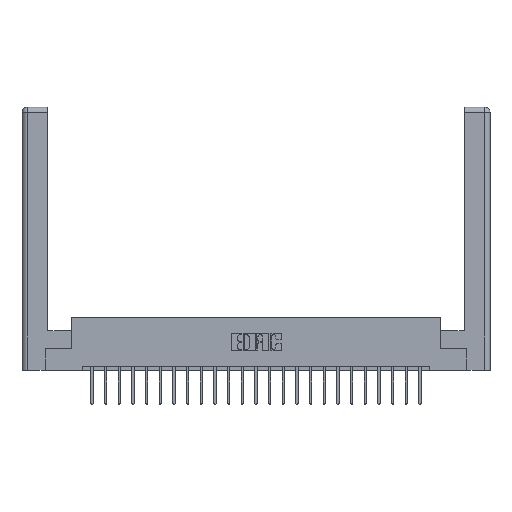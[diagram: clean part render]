
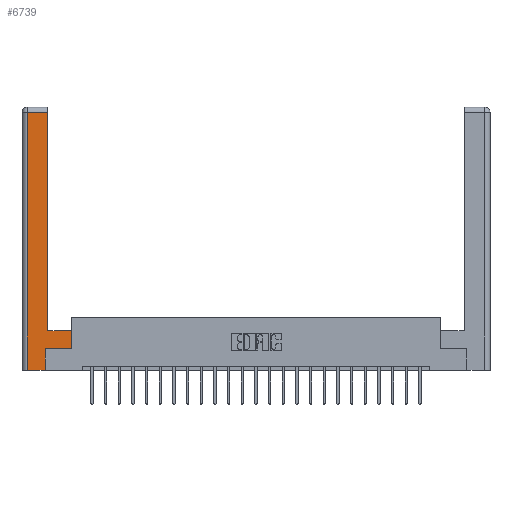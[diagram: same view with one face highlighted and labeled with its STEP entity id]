
A CAD part, top view. The second image highlights one B-rep face of the part: STEP entity #6739.
In plain terms, the highlighted planar face has unit normal (0, 0, 1).
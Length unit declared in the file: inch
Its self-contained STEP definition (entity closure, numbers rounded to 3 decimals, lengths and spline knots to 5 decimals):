
#101 = ORIENTED_EDGE ( 'NONE', *, *, #11326, .T. ) ;
#305 = ORIENTED_EDGE ( 'NONE', *, *, #13363, .T. ) ;
#447 = EDGE_CURVE ( 'NONE', #11214, #16864, #12374, .T. ) ;
#684 = LINE ( 'NONE', #9831, #10442 ) ;
#711 = LINE ( 'NONE', #9354, #22712 ) ;
#893 = EDGE_LOOP ( 'NONE', ( #14225, #22143, #12207, #101, #14315, #305, #9463, #1551 ) ) ;
#1192 = VECTOR ( 'NONE', #2652, 39.37008 ) ;
#1286 = DIRECTION ( 'NONE',  ( -1., 0., 0. ) ) ;
#1551 = ORIENTED_EDGE ( 'NONE', *, *, #10412, .T. ) ;
#1923 = VERTEX_POINT ( 'NONE', #2345 ) ;
#2046 = DIRECTION ( 'NONE',  ( 1., 0., 0. ) ) ;
#2225 = LINE ( 'NONE', #18855, #19225 ) ;
#2345 = CARTESIAN_POINT ( 'NONE',  ( 0.265, 0., 0. ) ) ;
#2652 = DIRECTION ( 'NONE',  ( 0., -1., 0. ) ) ;
#2809 = EDGE_CURVE ( 'NONE', #22097, #4378, #6048, .T. ) ;
#3527 = CARTESIAN_POINT ( 'NONE',  ( 0.0615, 0., 0. ) ) ;
#3854 = EDGE_CURVE ( 'NONE', #1923, #8602, #684, .T. ) ;
#4018 = DIRECTION ( 'NONE',  ( 0., 1., 0. ) ) ;
#4378 = VERTEX_POINT ( 'NONE', #17968 ) ;
#6048 = LINE ( 'NONE', #7950, #7246 ) ;
#6739 = ADVANCED_FACE ( 'NONE', ( #15339 ), #14354, .F. ) ;
#7208 = LINE ( 'NONE', #9025, #21563 ) ;
#7246 = VECTOR ( 'NONE', #4018, 39.37008 ) ;
#7272 = VECTOR ( 'NONE', #22701, 39.37008 ) ;
#7573 = CARTESIAN_POINT ( 'NONE',  ( 0.295, 0.45, 0. ) ) ;
#7950 = CARTESIAN_POINT ( 'NONE',  ( 0.295, 3., 0. ) ) ;
#8064 = CARTESIAN_POINT ( 'NONE',  ( 0.0615, 0., 0. ) ) ;
#8602 = VERTEX_POINT ( 'NONE', #19169 ) ;
#8766 = CARTESIAN_POINT ( 'NONE',  ( 0., 0., 0. ) ) ;
#9025 = CARTESIAN_POINT ( 'NONE',  ( 0.295, 0.45, 0. ) ) ;
#9174 = EDGE_CURVE ( 'NONE', #16860, #14037, #12298, .T. ) ;
#9354 = CARTESIAN_POINT ( 'NONE',  ( 0.565, 0.245, 0. ) ) ;
#9463 = ORIENTED_EDGE ( 'NONE', *, *, #9174, .T. ) ;
#9831 = CARTESIAN_POINT ( 'NONE',  ( 0.265, 0.245, 0. ) ) ;
#9855 = VECTOR ( 'NONE', #2046, 39.37008 ) ;
#10412 = EDGE_CURVE ( 'NONE', #14037, #22097, #7208, .T. ) ;
#10442 = VECTOR ( 'NONE', #15220, 39.37008 ) ;
#11112 = CARTESIAN_POINT ( 'NONE',  ( 0.565, 0.245, 0. ) ) ;
#11214 = VERTEX_POINT ( 'NONE', #22037 ) ;
#11326 = EDGE_CURVE ( 'NONE', #16864, #1923, #18346, .T. ) ;
#11519 = CARTESIAN_POINT ( 'NONE',  ( 0.565, 0.45, 0. ) ) ;
#11587 = CARTESIAN_POINT ( 'NONE',  ( 0.565, 0.45, 0. ) ) ;
#12207 = ORIENTED_EDGE ( 'NONE', *, *, #447, .T. ) ;
#12298 = LINE ( 'NONE', #11519, #7272 ) ;
#12374 = LINE ( 'NONE', #8064, #1192 ) ;
#12560 = DIRECTION ( 'NONE',  ( 0., 0., -1. ) ) ;
#13363 = EDGE_CURVE ( 'NONE', #8602, #16860, #711, .T. ) ;
#13971 = EDGE_CURVE ( 'NONE', #4378, #11214, #2225, .T. ) ;
#14037 = VERTEX_POINT ( 'NONE', #11587 ) ;
#14225 = ORIENTED_EDGE ( 'NONE', *, *, #2809, .T. ) ;
#14315 = ORIENTED_EDGE ( 'NONE', *, *, #3854, .T. ) ;
#14354 = PLANE ( 'NONE',  #15039 ) ;
#15039 = AXIS2_PLACEMENT_3D ( 'NONE', #8766, #12560, #1286 ) ;
#15220 = DIRECTION ( 'NONE',  ( 0., 1., 0. ) ) ;
#15339 = FACE_OUTER_BOUND ( 'NONE', #893, .T. ) ;
#16860 = VERTEX_POINT ( 'NONE', #11112 ) ;
#16864 = VERTEX_POINT ( 'NONE', #3527 ) ;
#17968 = CARTESIAN_POINT ( 'NONE',  ( 0.295, 2.94, 0. ) ) ;
#18346 = LINE ( 'NONE', #20642, #9855 ) ;
#18855 = CARTESIAN_POINT ( 'NONE',  ( 0.0615, 2.94, 0. ) ) ;
#19169 = CARTESIAN_POINT ( 'NONE',  ( 0.265, 0.245, 0. ) ) ;
#19225 = VECTOR ( 'NONE', #24065, 39.37008 ) ;
#20301 = DIRECTION ( 'NONE',  ( -1., 0., 0. ) ) ;
#20642 = CARTESIAN_POINT ( 'NONE',  ( 0.265, 0., 0. ) ) ;
#21563 = VECTOR ( 'NONE', #20301, 39.37008 ) ;
#22037 = CARTESIAN_POINT ( 'NONE',  ( 0.0615, 2.94, 0. ) ) ;
#22097 = VERTEX_POINT ( 'NONE', #7573 ) ;
#22143 = ORIENTED_EDGE ( 'NONE', *, *, #13971, .T. ) ;
#22417 = DIRECTION ( 'NONE',  ( 1., 0., 0. ) ) ;
#22701 = DIRECTION ( 'NONE',  ( 0., 1., 0. ) ) ;
#22712 = VECTOR ( 'NONE', #22417, 39.37008 ) ;
#24065 = DIRECTION ( 'NONE',  ( -1., 0., 0. ) ) ;
